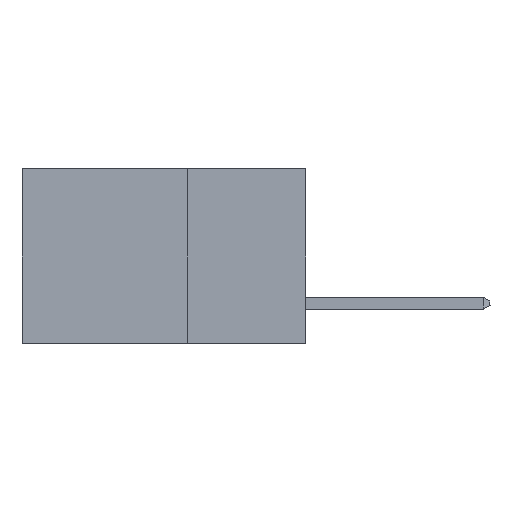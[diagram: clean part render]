
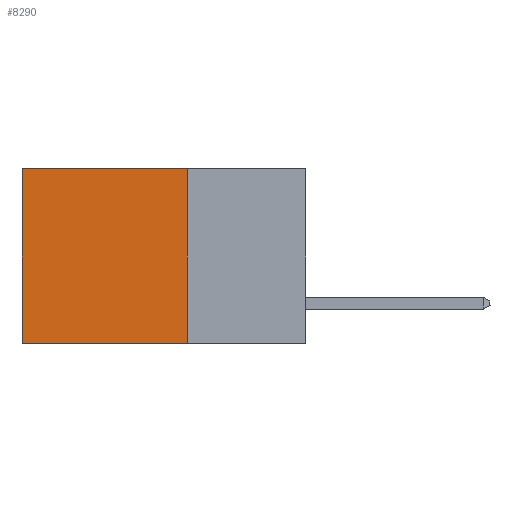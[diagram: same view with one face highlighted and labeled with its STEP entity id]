
A CAD part, left-side view. The second image highlights one B-rep face of the part: STEP entity #8290.
In plain terms, the highlighted planar face has unit normal (-1, 0, 0).
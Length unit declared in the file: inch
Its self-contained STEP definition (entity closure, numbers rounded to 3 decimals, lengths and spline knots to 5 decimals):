
#37 = DIRECTION ( 'NONE',  ( 0., 0., -1. ) ) ;
#410 = ORIENTED_EDGE ( 'NONE', *, *, #11276, .F. ) ;
#942 = CARTESIAN_POINT ( 'NONE',  ( 0.2615, 0.25, -0.37 ) ) ;
#1377 = VECTOR ( 'NONE', #6815, 39.37008 ) ;
#1637 = VERTEX_POINT ( 'NONE', #9484 ) ;
#1666 = DIRECTION ( 'NONE',  ( 0., 1., 0. ) ) ;
#1781 = VERTEX_POINT ( 'NONE', #14646 ) ;
#3243 = ORIENTED_EDGE ( 'NONE', *, *, #5660, .T. ) ;
#3484 = CARTESIAN_POINT ( 'NONE',  ( 0.2615, 0.6, -0.37 ) ) ;
#3640 = ORIENTED_EDGE ( 'NONE', *, *, #4684, .T. ) ;
#4051 = CARTESIAN_POINT ( 'NONE',  ( 0.2615, 0.25, 0. ) ) ;
#4298 = ORIENTED_EDGE ( 'NONE', *, *, #4510, .F. ) ;
#4462 = AXIS2_PLACEMENT_3D ( 'NONE', #7663, #5260, #13753 ) ;
#4510 = EDGE_CURVE ( 'NONE', #6161, #1637, #7861, .T. ) ;
#4684 = EDGE_CURVE ( 'NONE', #5952, #1781, #5416, .T. ) ;
#4800 = LINE ( 'NONE', #14277, #5709 ) ;
#5260 = DIRECTION ( 'NONE',  ( 1., 0., 0. ) ) ;
#5416 = LINE ( 'NONE', #3484, #6339 ) ;
#5660 = EDGE_CURVE ( 'NONE', #6161, #5952, #10604, .T. ) ;
#5709 = VECTOR ( 'NONE', #10775, 39.37008 ) ;
#5877 = EDGE_LOOP ( 'NONE', ( #3640, #410, #4298, #3243 ) ) ;
#5952 = VERTEX_POINT ( 'NONE', #14938 ) ;
#6161 = VERTEX_POINT ( 'NONE', #4051 ) ;
#6339 = VECTOR ( 'NONE', #37, 39.37008 ) ;
#6815 = DIRECTION ( 'NONE',  ( 0., 0., -1. ) ) ;
#7663 = CARTESIAN_POINT ( 'NONE',  ( 0.2615, 0.25, -0.37 ) ) ;
#7861 = LINE ( 'NONE', #942, #1377 ) ;
#8290 = ADVANCED_FACE ( 'NONE', ( #8379 ), #11192, .F. ) ;
#8379 = FACE_OUTER_BOUND ( 'NONE', #5877, .T. ) ;
#8754 = CARTESIAN_POINT ( 'NONE',  ( 0.2615, 0.25, 0. ) ) ;
#9484 = CARTESIAN_POINT ( 'NONE',  ( 0.2615, 0.25, -0.37 ) ) ;
#9884 = VECTOR ( 'NONE', #1666, 39.37008 ) ;
#10604 = LINE ( 'NONE', #8754, #9884 ) ;
#10775 = DIRECTION ( 'NONE',  ( 0., 1., 0. ) ) ;
#11192 = PLANE ( 'NONE',  #4462 ) ;
#11276 = EDGE_CURVE ( 'NONE', #1637, #1781, #4800, .T. ) ;
#13753 = DIRECTION ( 'NONE',  ( 0., 0., -1. ) ) ;
#14277 = CARTESIAN_POINT ( 'NONE',  ( 0.2615, 0.25, -0.37 ) ) ;
#14646 = CARTESIAN_POINT ( 'NONE',  ( 0.2615, 0.6, -0.37 ) ) ;
#14938 = CARTESIAN_POINT ( 'NONE',  ( 0.2615, 0.6, 0. ) ) ;
